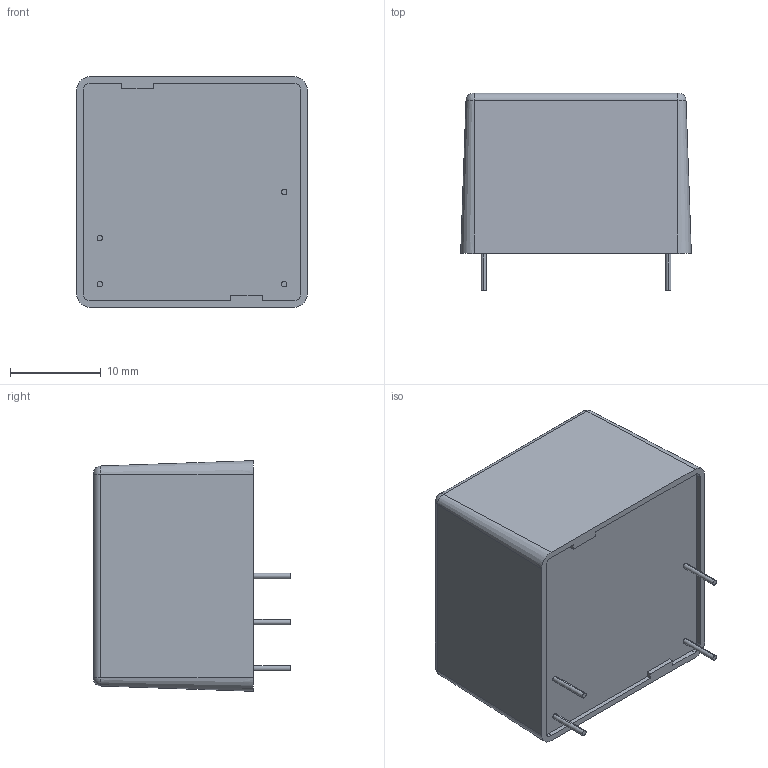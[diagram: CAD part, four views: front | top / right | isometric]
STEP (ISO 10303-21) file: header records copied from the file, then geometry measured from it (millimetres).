
FILE_DESCRIPTION (( 'STEP AP214' ), '1' );
FILE_NAME ('LD03-23B03R2.STEP', '2021-12-29T14:37:31', ( '' ), ( '' ), 'SwSTEP 2.0', 'SolidWorks 2017', '' );
FILE_SCHEMA (( 'AUTOMOTIVE_DESIGN' ));
Length unit declared in the file: millimetre
Products named in the file (1): LD03-23B03R2
Bounding box: 25.4 x 21.7 x 25.4 mm (x, y, z)
Volume: 10499.9 mm3; surface area: 2991.8 mm2
Topology: 5 solids, 5 shells, 51 faces, 112 edges, 72 vertices
Faces by surface type: plane 27, cylinder 16, cone 4, torus 4
Entity records: 1476 total; most frequent: DIRECTION 260, CARTESIAN_POINT 236, ORIENTED_EDGE 224, EDGE_CURVE 112, AXIS2_PLACEMENT_3D 96, VERTEX_POINT 72, VECTOR 68, LINE 68
